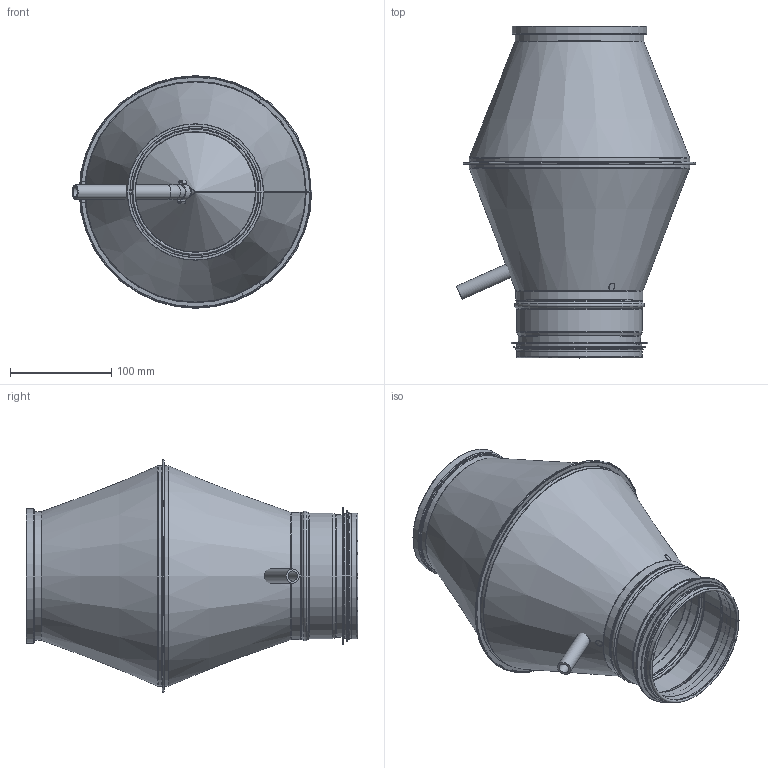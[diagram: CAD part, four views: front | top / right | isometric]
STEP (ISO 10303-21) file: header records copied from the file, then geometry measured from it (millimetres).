
FILE_DESCRIPTION(/* description */ ('Underdel HJH'),/* implementation_level */ '2;1');
FILE_NAME(/* name */ 'HJH-02.stp',/* time_stamp */ '2016-04-01T08:53:35+02:00',/* author */ ('CAD'),/* organization */ (''),/* preprocessor_version */ 'ST-DEVELOPER v15.6',/* originating_system */ 'Autodesk Inventor 2015',/* authorisation */ '');
FILE_SCHEMA (('AUTOMOTIVE_DESIGN { 1 0 10303 214 3 1 1 }'));
Length unit declared in the file: millimetre
Products named in the file (11): HJH-AA-02; HJH-AB-02; HJH-AC-02; HJH-AD-02; StosStödsickRörämne-125; 999004; StosStödsick-125; Slang-HJH-125; Slangklämma; BlindnitmutterM6; HJH-02
Bounding box: 235.93 x 327 x 229.19 mm (x, y, z)
Volume: 158249.9 mm3; surface area: 493640.6 mm2
Topology: 15 solids, 15 shells, 300 faces, 633 edges, 352 vertices
Faces by surface type: plane 139, cylinder 67, cone 48, torus 42, bspline 4
Full cylindrical faces by diameter (mm): 10 x3, 14 x2, 118.25 x1, 119.25 x1, 120.45 x1, 123.05 x6, 124.05 x4, 125.25 x1, 125.5 x1, 126.7 x1, 129.45 x1, 131.5 x1, 132.7 x1, 134.45 x1, 216 x2, 217.2 x2, 218 x1, 226 x1
Entity records: 7937 total; most frequent: CARTESIAN_POINT 1704, DIRECTION 1340, ORIENTED_EDGE 1078, AXIS2_PLACEMENT_3D 540, EDGE_CURVE 539, VERTEX_POINT 311, EDGE_LOOP 300, FACE_OUTER_BOUND 264
